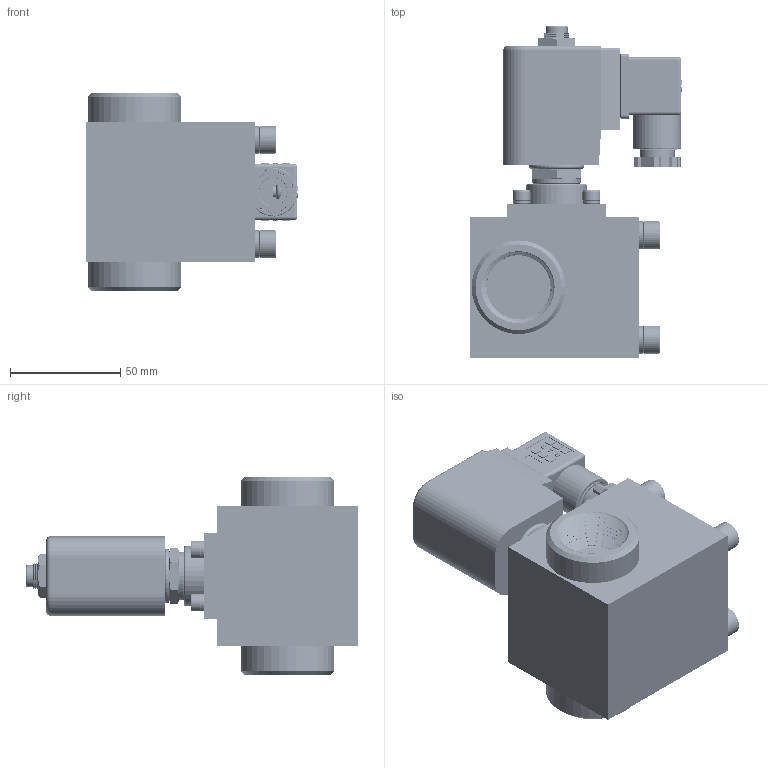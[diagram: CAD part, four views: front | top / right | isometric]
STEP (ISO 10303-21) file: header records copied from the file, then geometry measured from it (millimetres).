
FILE_DESCRIPTION (( 'STEP AP214' ), '1' );
FILE_NAME ('2E250-1.STEP', '2018-08-31T23:51:43', ( '' ), ( '' ), 'SwSTEP 2.0', 'SolidWorks 2016', '' );
FILE_SCHEMA (( 'AUTOMOTIVE_DESIGN' ));
Length unit declared in the file: millimetre
Products named in the file (1): 2E250-1
Bounding box: 96.7 x 150.7 x 90 mm (x, y, z)
Volume: 460931.9 mm3; surface area: 104680.1 mm2
Topology: 33 solids, 33 shells, 1971 faces, 5345 edges, 3505 vertices
Faces by surface type: cylinder 841, plane 666, bspline 166, torus 152, cone 127, sphere 19
Entity records: 162845 total; most frequent: CARTESIAN_POINT 95443, ORIENTED_EDGE 10674, DIRECTION 7821, EDGE_CURVE 5337, VERTEX_POINT 3505, AXIS2_PLACEMENT_3D 2696, VECTOR 2429, LINE 2429
